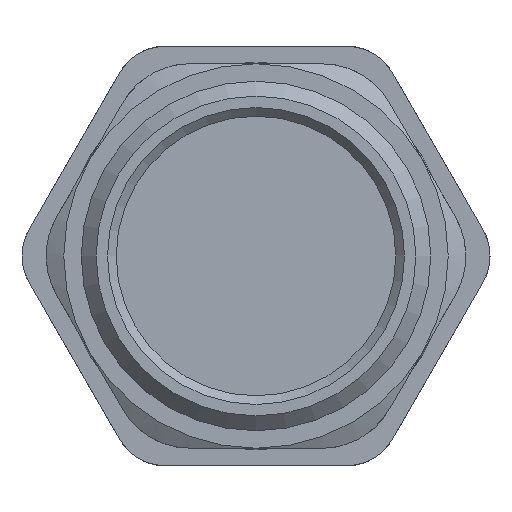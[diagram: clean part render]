
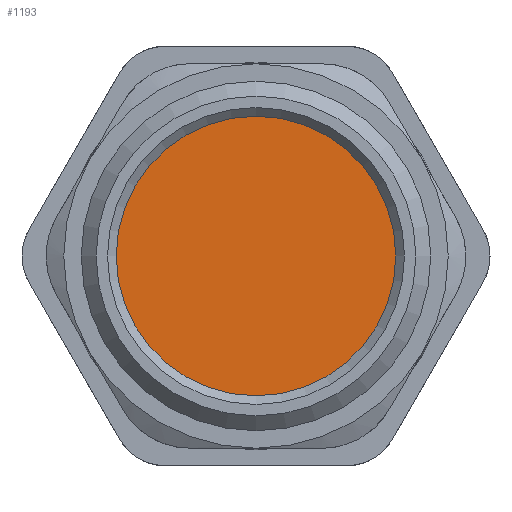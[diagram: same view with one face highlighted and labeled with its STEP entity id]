
A CAD part, front view. The second image highlights one B-rep face of the part: STEP entity #1193.
In plain terms, the highlighted planar face has unit normal (0, -1, 0).
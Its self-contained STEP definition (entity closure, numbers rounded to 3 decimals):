
#147=FACE_OUTER_BOUND('',#223,.T.);
#223=EDGE_LOOP('',(#852));
#432=CIRCLE('',#1323,8.);
#525=VERTEX_POINT('',#2051);
#652=EDGE_CURVE('',#525,#525,#432,.T.);
#852=ORIENTED_EDGE('',*,*,#652,.T.);
#1083=PLANE('',#1322);
#1193=ADVANCED_FACE('',(#147),#1083,.F.);
#1322=AXIS2_PLACEMENT_3D('',#2050,#1526,#1527);
#1323=AXIS2_PLACEMENT_3D('',#2052,#1528,#1529);
#1526=DIRECTION('center_axis',(0.,1.,0.));
#1527=DIRECTION('ref_axis',(0.,0.,1.));
#1528=DIRECTION('center_axis',(0.,-1.,0.));
#1529=DIRECTION('ref_axis',(-1.,0.,0.));
#2050=CARTESIAN_POINT('Origin',(-3.223,-3.559,0.));
#2051=CARTESIAN_POINT('',(4.777,-3.559,0.));
#2052=CARTESIAN_POINT('Origin',(-3.223,-3.559,0.));
